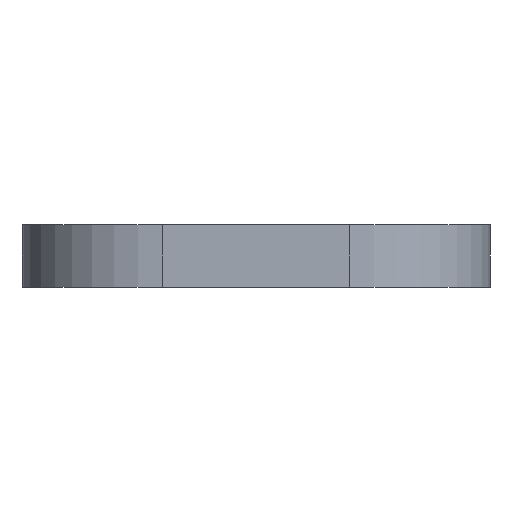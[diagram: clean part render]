
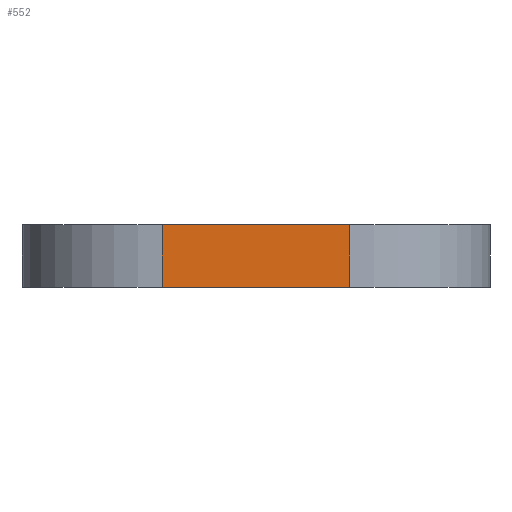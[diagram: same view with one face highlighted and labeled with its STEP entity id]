
A CAD part, front view. The second image highlights one B-rep face of the part: STEP entity #552.
In plain terms, the highlighted planar face has unit normal (0, -1, 0).
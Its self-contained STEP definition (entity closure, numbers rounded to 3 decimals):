
#8 = CARTESIAN_POINT ( 'NONE',  ( -3., -152.5, 2. ) ) ;
#19 = LINE ( 'NONE', #262, #261 ) ;
#20 = VECTOR ( 'NONE', #652, 1000. ) ;
#46 = AXIS2_PLACEMENT_3D ( 'NONE', #568, #142, #698 ) ;
#55 = CARTESIAN_POINT ( 'NONE',  ( 3., -152.5, 2. ) ) ;
#87 = DIRECTION ( 'NONE',  ( 1., 0., 0. ) ) ;
#124 = ORIENTED_EDGE ( 'NONE', *, *, #419, .T. ) ;
#142 = DIRECTION ( 'NONE',  ( 0., 1., 0. ) ) ;
#147 = VECTOR ( 'NONE', #715, 1000. ) ;
#156 = CARTESIAN_POINT ( 'NONE',  ( -3., -152.5, 2. ) ) ;
#189 = EDGE_CURVE ( 'NONE', #548, #282, #597, .T. ) ;
#201 = VERTEX_POINT ( 'NONE', #535 ) ;
#217 = EDGE_LOOP ( 'NONE', ( #236, #588, #690, #124 ) ) ;
#220 = VECTOR ( 'NONE', #674, 1000. ) ;
#236 = ORIENTED_EDGE ( 'NONE', *, *, #523, .T. ) ;
#261 = VECTOR ( 'NONE', #87, 1000. ) ;
#262 = CARTESIAN_POINT ( 'NONE',  ( -7.5, -152.5, 0. ) ) ;
#264 = VERTEX_POINT ( 'NONE', #538 ) ;
#282 = VERTEX_POINT ( 'NONE', #339 ) ;
#339 = CARTESIAN_POINT ( 'NONE',  ( 3., -152.5, 2. ) ) ;
#389 = FACE_OUTER_BOUND ( 'NONE', #217, .T. ) ;
#408 = CARTESIAN_POINT ( 'NONE',  ( -7.5, -152.5, 2. ) ) ;
#419 = EDGE_CURVE ( 'NONE', #548, #201, #553, .T. ) ;
#523 = EDGE_CURVE ( 'NONE', #201, #264, #19, .T. ) ;
#535 = CARTESIAN_POINT ( 'NONE',  ( -3., -152.5, 0. ) ) ;
#538 = CARTESIAN_POINT ( 'NONE',  ( 3., -152.5, 0. ) ) ;
#548 = VERTEX_POINT ( 'NONE', #156 ) ;
#552 = ADVANCED_FACE ( 'NONE', ( #389 ), #623, .F. ) ;
#553 = LINE ( 'NONE', #8, #220 ) ;
#568 = CARTESIAN_POINT ( 'NONE',  ( -7.5, -152.5, 2. ) ) ;
#588 = ORIENTED_EDGE ( 'NONE', *, *, #695, .T. ) ;
#597 = LINE ( 'NONE', #408, #147 ) ;
#598 = LINE ( 'NONE', #55, #20 ) ;
#623 = PLANE ( 'NONE',  #46 ) ;
#652 = DIRECTION ( 'NONE',  ( 0., 0., 1. ) ) ;
#674 = DIRECTION ( 'NONE',  ( 0., 0., -1. ) ) ;
#690 = ORIENTED_EDGE ( 'NONE', *, *, #189, .F. ) ;
#695 = EDGE_CURVE ( 'NONE', #264, #282, #598, .T. ) ;
#698 = DIRECTION ( 'NONE',  ( 0., 0., 1. ) ) ;
#715 = DIRECTION ( 'NONE',  ( 1., 0., 0. ) ) ;
